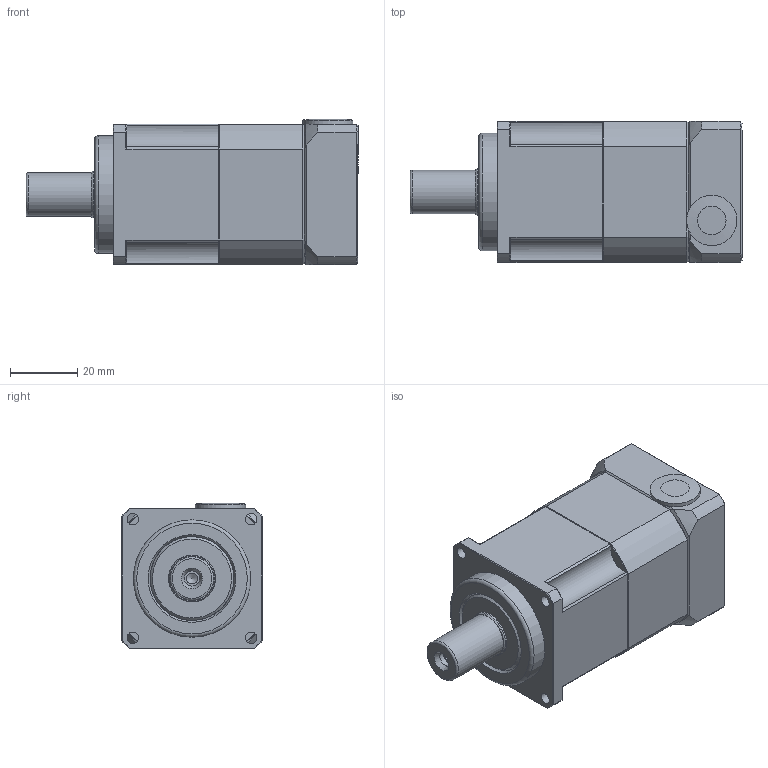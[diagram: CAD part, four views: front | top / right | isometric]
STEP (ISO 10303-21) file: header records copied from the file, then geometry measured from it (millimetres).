
FILE_DESCRIPTION(/* description */ (''),/* implementation_level */ '2;1');
FILE_NAME(/* name */ 'NP04200A1-042A-S1.stp',/* time_stamp */ '2018-08-09T20:03:22+09:00',/* author */ ('Y.J.JI'),/* organization */ (''),/* preprocessor_version */ 'ST-DEVELOPER v15.6',/* originating_system */ 'Autodesk Inventor 2015',/* authorisation */ '');
FILE_SCHEMA (('AUTOMOTIVE_DESIGN { 1 0 10303 214 3 1 1 }'));
Length unit declared in the file: millimetre
Products named in the file (1): NP04200A1-042A-S1
Bounding box: 99 x 42 x 43.5 mm (x, y, z)
Volume: 97777.2 mm3; surface area: 28839.5 mm2
Topology: 2 solids, 10 shells, 332 faces, 794 edges, 493 vertices
Faces by surface type: plane 161, cylinder 90, cone 65, torus 12, sphere 4
Full cylindrical faces by diameter (mm): 2.459 x9, 3 x5, 3.242 x5, 3.4 x13, 4.5 x1, 5.5 x5, 6 x8, 7 x1, 8 x1, 8.5 x1, 11 x1, 13 x2, 14 x1, 15 x1, 25 x1, 27 x1, 28 x1, 30 x2, 35 x1
Entity records: 9034 total; most frequent: CARTESIAN_POINT 1778, DIRECTION 1514, ORIENTED_EDGE 1292, EDGE_CURVE 646, AXIS2_PLACEMENT_3D 640, EDGE_LOOP 474, VERTEX_POINT 447, FACE_OUTER_BOUND 332
